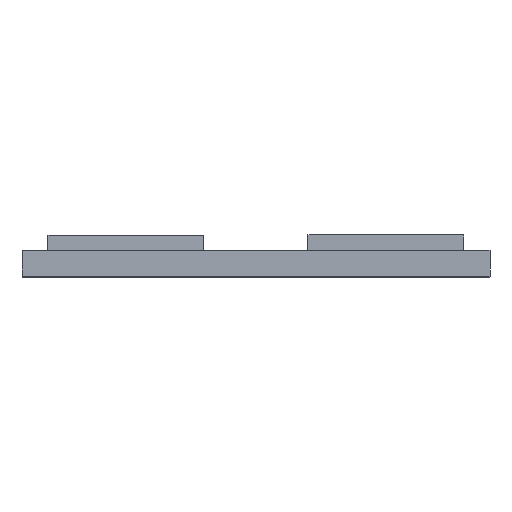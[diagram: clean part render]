
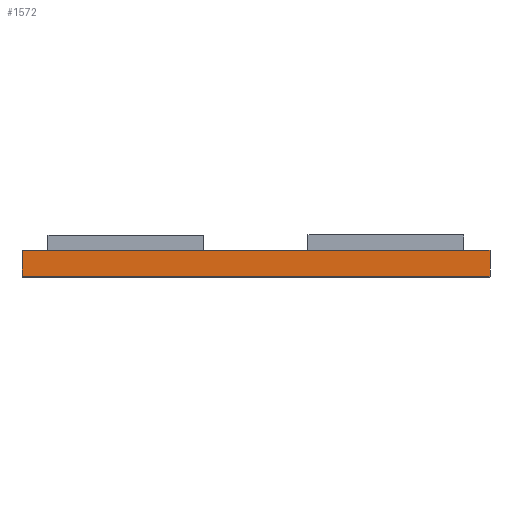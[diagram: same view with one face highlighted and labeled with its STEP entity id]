
A CAD part, top view. The second image highlights one B-rep face of the part: STEP entity #1572.
In plain terms, the highlighted planar face has unit normal (0, 0, 1).
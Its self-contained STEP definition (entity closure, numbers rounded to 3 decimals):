
#194=FACE_OUTER_BOUND('',#294,.T.);
#294=EDGE_LOOP('',(#1372,#1373,#1374,#1375));
#461=LINE('',#2560,#629);
#468=LINE('',#2587,#636);
#473=LINE('',#2596,#641);
#474=LINE('',#2598,#642);
#629=VECTOR('',#2110,10.);
#636=VECTOR('',#2141,10.);
#641=VECTOR('',#2150,10.);
#642=VECTOR('',#2153,10.);
#775=VERTEX_POINT('',#2558);
#776=VERTEX_POINT('',#2559);
#784=VERTEX_POINT('',#2585);
#786=VERTEX_POINT('',#2594);
#985=EDGE_CURVE('',#775,#776,#461,.T.);
#996=EDGE_CURVE('',#784,#775,#468,.T.);
#1001=EDGE_CURVE('',#786,#776,#473,.T.);
#1002=EDGE_CURVE('',#784,#786,#474,.T.);
#1372=ORIENTED_EDGE('',*,*,#1002,.T.);
#1373=ORIENTED_EDGE('',*,*,#1001,.T.);
#1374=ORIENTED_EDGE('',*,*,#985,.F.);
#1375=ORIENTED_EDGE('',*,*,#996,.F.);
#1490=PLANE('',#1725);
#1572=ADVANCED_FACE('',(#194),#1490,.T.);
#1725=AXIS2_PLACEMENT_3D('',#2597,#2151,#2152);
#2110=DIRECTION('',(1.,0.,0.));
#2141=DIRECTION('',(0.,1.,0.));
#2150=DIRECTION('',(0.,1.,0.));
#2151=DIRECTION('center_axis',(0.,0.,1.));
#2152=DIRECTION('ref_axis',(1.,0.,0.));
#2153=DIRECTION('',(1.,0.,0.));
#2558=CARTESIAN_POINT('',(-61.448,5.,53.));
#2559=CARTESIAN_POINT('',(28.552,5.,53.));
#2560=CARTESIAN_POINT('',(-61.448,5.,53.));
#2585=CARTESIAN_POINT('',(-61.448,0.,53.));
#2587=CARTESIAN_POINT('',(-61.448,0.,53.));
#2594=CARTESIAN_POINT('',(28.552,0.,53.));
#2596=CARTESIAN_POINT('',(28.552,0.,53.));
#2597=CARTESIAN_POINT('Origin',(-61.448,0.,53.));
#2598=CARTESIAN_POINT('',(-61.448,0.,53.));
